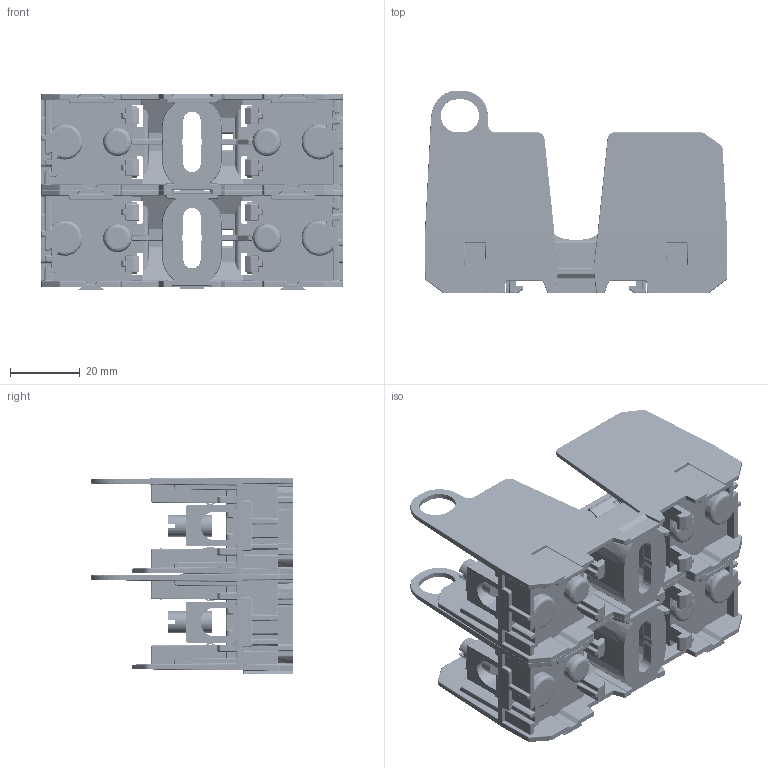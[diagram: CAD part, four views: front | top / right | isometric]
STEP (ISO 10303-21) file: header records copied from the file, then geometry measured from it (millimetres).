
FILE_DESCRIPTION (( 'STEP AP214' ), '1' );
FILE_NAME ('JM60030-2PR.STEP', '2016-10-18T18:51:19', ( '' ), ( '' ), 'SwSTEP 2.0', 'SolidWorks 2016', '' );
FILE_SCHEMA (( 'AUTOMOTIVE_DESIGN' ));
Length unit declared in the file: inch
Products named in the file (2): JM60030-1CR; JM60030-2PR
Assembly tree (2 placements, depth 2):
  JM60030-2PR
    JM60030-1CR  x2
Bounding box: 87 x 58.2 x 56.47 mm (x, y, z)
Volume: 64747.8 mm3; surface area: 66604.7 mm2
Topology: 26 solids, 38 shells, 6186 faces, 15038 edges, 8774 vertices
Faces by surface type: cylinder 2658, bspline 1892, plane 1562, cone 74
Entity records: 148567 total; most frequent: CARTESIAN_POINT 43069, ORIENTED_EDGE 14876, DIRECTION 11945, EDGE_CURVE 7438, VERTEX_POINT 4385, AXIS2_PLACEMENT_3D 4214, VECTOR 3517, LINE 3517
